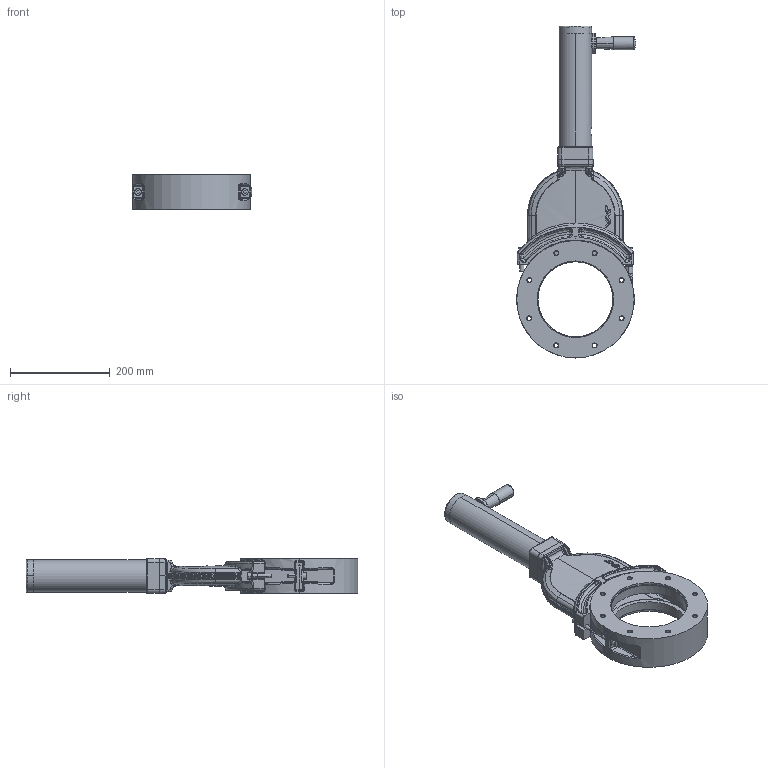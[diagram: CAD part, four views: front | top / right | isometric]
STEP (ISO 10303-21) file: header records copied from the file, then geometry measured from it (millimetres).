
FILE_DESCRIPTION (( 'STEP AP214' ), '1' );
FILE_NAME ('PFE31001.step', '2017-07-10T11:12:43', ( 'install' ), ( '' ), 'SwSTEP 2.0', 'SolidWorks 2015', '' );
FILE_SCHEMA (( 'AUTOMOTIVE_DESIGN' ));
Length unit declared in the file: millimetre
Products named in the file (1): PFE31001
Bounding box: 239.26 x 664.5 x 70 mm (x, y, z)
Surface area: 396250.5 mm2 (no closed solid volume)
Topology: 0 solids, 40 shells, 1054 faces, 2913 edges, 1803 vertices
Faces by surface type: bspline 388, cylinder 327, plane 199, cone 104, torus 32, sphere 4
Entity records: 59984 total; most frequent: CARTESIAN_POINT 36116, ORIENTED_EDGE 5018, DIRECTION 3891, EDGE_CURVE 2868, VERTEX_POINT 1803, AXIS2_PLACEMENT_3D 1547, EDGE_LOOP 1145, B_SPLINE_CURVE_WITH_KNOTS 1132
